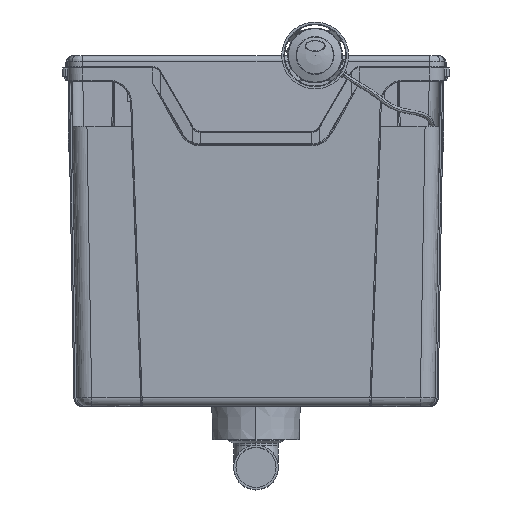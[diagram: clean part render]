
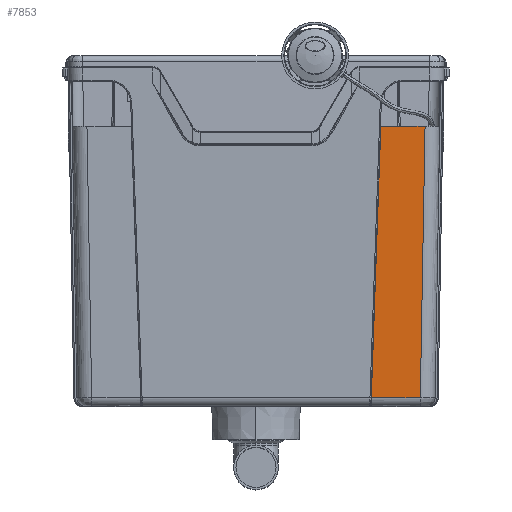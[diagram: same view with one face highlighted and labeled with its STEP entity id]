
A CAD part, top view. The second image highlights one B-rep face of the part: STEP entity #7853.
In plain terms, the highlighted free-form (B-spline) face has degree [1, 1] with [2, 2] control points.
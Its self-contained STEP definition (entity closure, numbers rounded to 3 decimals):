
#1068 = B_SPLINE_CURVE_WITH_KNOTS ( 'NONE', 1,
 ( #21778, #41963 ),
 .UNSPECIFIED., .F., .F.,
 ( 2, 2 ),
 ( 0., 1. ),
 .UNSPECIFIED. ) ;
#7853 = ADVANCED_FACE ( 'NONE', ( #38569 ), #82365, .T. ) ;
#11787 = EDGE_CURVE ( 'NONE', #70235, #51273, #70908, .T. ) ;
#12150 = CARTESIAN_POINT ( 'NONE',  ( 148.76, 88.908, 57.006 ) ) ;
#13586 = B_SPLINE_CURVE_WITH_KNOTS ( 'NONE', 1,
 ( #44926, #78355 ),
 .UNSPECIFIED., .F., .F.,
 ( 2, 2 ),
 ( 0., 1. ),
 .UNSPECIFIED. ) ;
#14354 = CARTESIAN_POINT ( 'NONE',  ( 102.458, 256.154, 62.847 ) ) ;
#15734 = EDGE_LOOP ( 'NONE', ( #56149, #21245, #81061, #39111 ) ) ;
#18736 = CARTESIAN_POINT ( 'NONE',  ( 111.926, 251.283, 62.677 ) ) ;
#21245 = ORIENTED_EDGE ( 'NONE', *, *, #53803, .T. ) ;
#21778 = CARTESIAN_POINT ( 'NONE',  ( 103.421, 7.721, 54.171 ) ) ;
#38569 = FACE_OUTER_BOUND ( 'NONE', #15734, .T. ) ;
#39001 = CARTESIAN_POINT ( 'NONE',  ( 150.177, 170.095, 59.841 ) ) ;
#39032 = CARTESIAN_POINT ( 'NONE',  ( 151.594, 251.283, 62.677 ) ) ;
#39111 = ORIENTED_EDGE ( 'NONE', *, *, #11787, .F. ) ;
#41635 = CARTESIAN_POINT ( 'NONE',  ( 102.458, 2.85, 54.001 ) ) ;
#41963 = CARTESIAN_POINT ( 'NONE',  ( 147.343, 7.721, 54.171 ) ) ;
#44858 = CARTESIAN_POINT ( 'NONE',  ( 103.421, 7.721, 54.171 ) ) ;
#44926 = CARTESIAN_POINT ( 'NONE',  ( 151.594, 251.283, 62.677 ) ) ;
#48644 = EDGE_CURVE ( 'NONE', #70235, #74937, #1068, .T. ) ;
#51273 = VERTEX_POINT ( 'NONE', #18736 ) ;
#52146 = CARTESIAN_POINT ( 'NONE',  ( 147.343, 7.721, 54.171 ) ) ;
#53803 = EDGE_CURVE ( 'NONE', #74937, #69456, #84064, .T. ) ;
#56149 = ORIENTED_EDGE ( 'NONE', *, *, #48644, .T. ) ;
#57203 = CARTESIAN_POINT ( 'NONE',  ( 111.926, 251.283, 62.677 ) ) ;
#58752 = CARTESIAN_POINT ( 'NONE',  ( 151.594, 251.283, 62.677 ) ) ;
#61385 = CARTESIAN_POINT ( 'NONE',  ( 152.558, 256.154, 62.847 ) ) ;
#69456 = VERTEX_POINT ( 'NONE', #39032 ) ;
#70235 = VERTEX_POINT ( 'NONE', #44858 ) ;
#70908 = B_SPLINE_CURVE_WITH_KNOTS ( 'NONE', 1,
 ( #85330, #57203 ),
 .UNSPECIFIED., .F., .F.,
 ( 2, 2 ),
 ( 0., 1. ),
 .UNSPECIFIED. ) ;
#74937 = VERTEX_POINT ( 'NONE', #80112 ) ;
#76565 = EDGE_CURVE ( 'NONE', #69456, #51273, #13586, .T. ) ;
#78355 = CARTESIAN_POINT ( 'NONE',  ( 111.926, 251.283, 62.677 ) ) ;
#80112 = CARTESIAN_POINT ( 'NONE',  ( 147.343, 7.721, 54.171 ) ) ;
#80745 = CARTESIAN_POINT ( 'NONE',  ( 152.558, 2.85, 54.001 ) ) ;
#81061 = ORIENTED_EDGE ( 'NONE', *, *, #76565, .T. ) ;
#82365 = B_SPLINE_SURFACE_WITH_KNOTS ( 'NONE', 1, 1, ( 
 ( #14354, #61385 ),
 ( #41635, #80745 ) ),
 .UNSPECIFIED., .F., .F., .F.,
 ( 2, 2 ),
 ( 2, 2 ),
 ( -4.989, 4.989 ),
 ( -0.986, 0.986 ),
 .UNSPECIFIED. ) ;
#84064 = B_SPLINE_CURVE_WITH_KNOTS ( 'NONE', 3,
 ( #52146, #12150, #39001, #58752 ),
 .UNSPECIFIED., .F., .F.,
 ( 4, 4 ),
 ( 0., 1. ),
 .UNSPECIFIED. ) ;
#85330 = CARTESIAN_POINT ( 'NONE',  ( 103.421, 7.721, 54.171 ) ) ;
